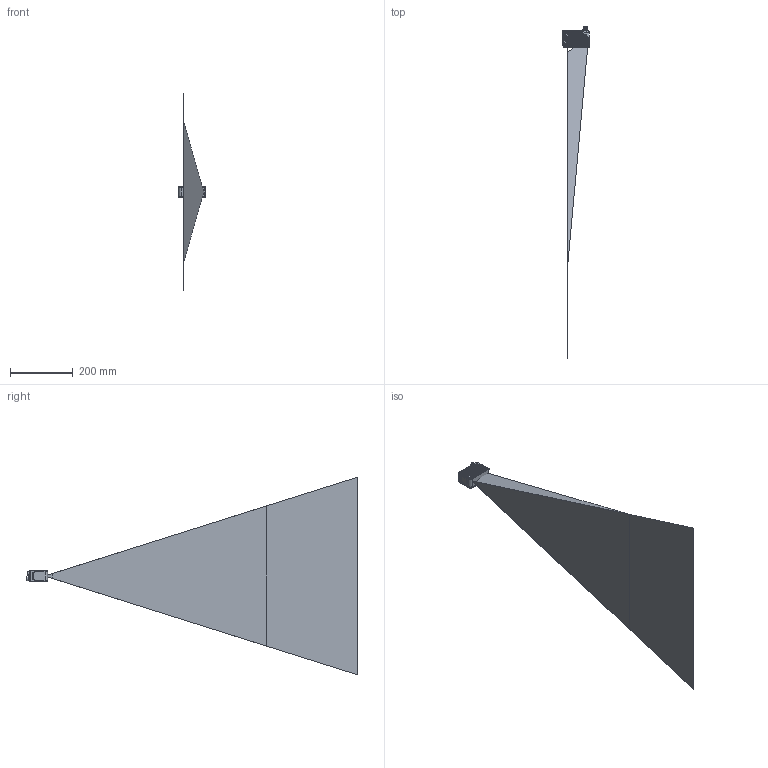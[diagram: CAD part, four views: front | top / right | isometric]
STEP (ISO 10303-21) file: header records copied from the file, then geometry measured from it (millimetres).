
FILE_DESCRIPTION((''),'2;1');
FILE_NAME('CAD-8022_ASM','2021-10-12T11:51:21',('creinig-se'),(''),'CREO PARAMETRIC BY PTC INC, 2019292','CREO PARAMETRIC BY PTC INC, 2019292','');
FILE_SCHEMA(('CONFIG_CONTROL_DESIGN','SHAPE_APPEARANCE_LAYERS_GROUPS'));
Products named in the file (9): CAD-8020_HSG_KPL_SW0001; CAD-8020_KVT_117M4; CAD-8020_04D2Q7_LED_WIND_HSG; CAD-8020_04D2R5_WINDOW; CAD-8020_HSG_2PLUG__SW0001; CAD-8020_04D2Q3_LED_WIND_PLUG; CAD-8022_700_LASER_VIEW_32GRAD; CAD-8022_CAM_VIEW_700MM; CAD-8022_ASM
Assembly tree (13 placements, depth 2):
  CAD-8022_ASM
    CAD-8020_HSG_KPL_SW0001
    CAD-8020_KVT_117M4  x6
    CAD-8020_04D2Q7_LED_WIND_HSG
    CAD-8020_04D2R5_WINDOW
    CAD-8020_HSG_2PLUG__SW0001
    CAD-8020_04D2Q3_LED_WIND_PLUG
    CAD-8022_700_LASER_VIEW_32GRAD
    CAD-8022_CAM_VIEW_700MM
Bounding box: 85 x 1058.82 x 630.6 mm (x, y, z)
Volume: 3682784.5 mm3; surface area: 1050187.1 mm2
Topology: 13 solids, 13 shells, 2419 faces, 6020 edges, 3724 vertices
Faces by surface type: plane 878, cylinder 704, bspline 352, torus 260, cone 221, sphere 4
Entity records: 121179 total; most frequent: CARTESIAN_POINT 51525, ORIENTED_EDGE 11584, DIRECTION 10239, EDGE_CURVE 5792, AXIS2_PLACEMENT_3D 3661, VERTEX_POINT 3584, VECTOR 2917, LINE 2917
